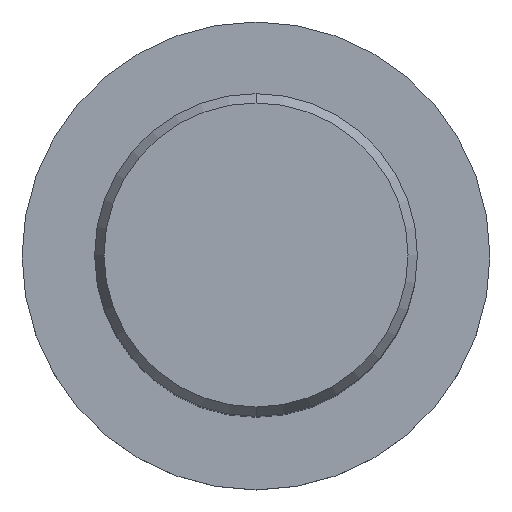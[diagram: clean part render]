
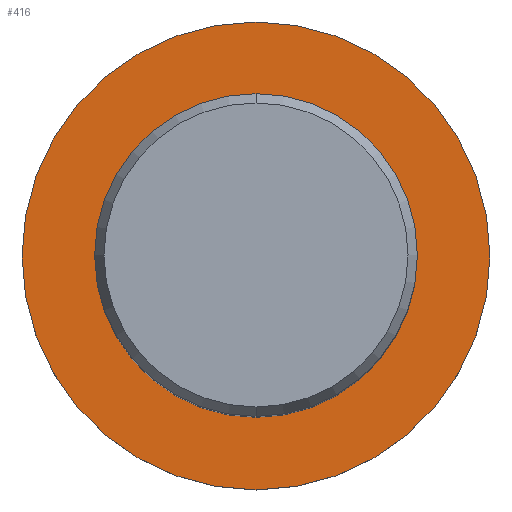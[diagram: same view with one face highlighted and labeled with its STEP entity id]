
A CAD part, top view. The second image highlights one B-rep face of the part: STEP entity #416.
In plain terms, the highlighted planar face has unit normal (0, 0, 1).
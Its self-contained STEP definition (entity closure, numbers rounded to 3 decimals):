
#216=VERTEX_POINT('',#554);
#222=EDGE_CURVE('',#314,#428,#560,.T.);
#252=VERTEX_POINT('',#591);
#256=EDGE_CURVE('',#216,#252,#595,.T.);
#314=VERTEX_POINT('',#663);
#368=EDGE_CURVE('',#252,#216,#720,.T.);
#402=EDGE_CURVE('',#428,#314,#757,.T.);
#416=ADVANCED_FACE('',(#772,#773),#774,.T.);
#428=VERTEX_POINT('',#786);
#554=CARTESIAN_POINT('',(0.0,29.0,-70.0));
#560=CIRCLE('',#928,20.0);
#591=CARTESIAN_POINT('',(0.,-29.0,-70.0));
#595=CIRCLE('',#1001,29.0);
#663=CARTESIAN_POINT('',(0.0,20.0,-70.0));
#720=CIRCLE('',#1280,29.0);
#757=CIRCLE('',#1342,20.0);
#772=FACE_BOUND('',#1384,.T.);
#773=FACE_OUTER_BOUND('',#1385,.T.);
#774=PLANE('',#1386);
#786=CARTESIAN_POINT('',(0.,-20.0,-70.0));
#928=AXIS2_PLACEMENT_3D('',#1654,#1655,#1656);
#1001=AXIS2_PLACEMENT_3D('',#1687,#1688,#1689);
#1280=AXIS2_PLACEMENT_3D('',#1861,#1862,#1863);
#1342=AXIS2_PLACEMENT_3D('',#1901,#1902,#1903);
#1384=EDGE_LOOP('',(#1917,#1918));
#1385=EDGE_LOOP('',(#1919,#1920));
#1386=AXIS2_PLACEMENT_3D('',#1921,#1922,#1923);
#1654=CARTESIAN_POINT('',(0.0,0.0,-70.0));
#1655=DIRECTION('',(-0.0,0.0,-1.0));
#1656=DIRECTION('',(0.0,1.0,0.0));
#1687=CARTESIAN_POINT('',(0.0,0.0,-70.0));
#1688=DIRECTION('',(0.0,0.0,-1.0));
#1689=DIRECTION('',(0.0,1.0,0.0));
#1861=CARTESIAN_POINT('',(0.0,0.0,-70.0));
#1862=DIRECTION('',(0.0,0.0,-1.0));
#1863=DIRECTION('',(0.0,1.0,0.0));
#1901=CARTESIAN_POINT('',(0.0,0.0,-70.0));
#1902=DIRECTION('',(-0.0,0.0,-1.0));
#1903=DIRECTION('',(0.0,1.0,0.0));
#1917=ORIENTED_EDGE('',*,*,#222,.T.);
#1918=ORIENTED_EDGE('',*,*,#402,.T.);
#1919=ORIENTED_EDGE('',*,*,#256,.F.);
#1920=ORIENTED_EDGE('',*,*,#368,.F.);
#1921=CARTESIAN_POINT('',(0.0,14.5,-70.0));
#1922=DIRECTION('',(-0.0,0.0,1.0));
#1923=DIRECTION('',(0.0,-1.0,0.0));
